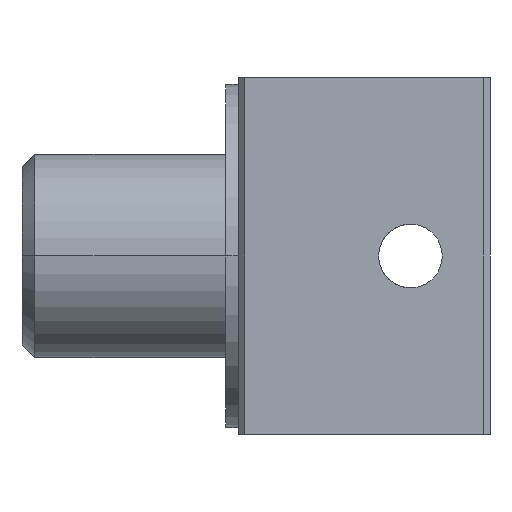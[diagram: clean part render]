
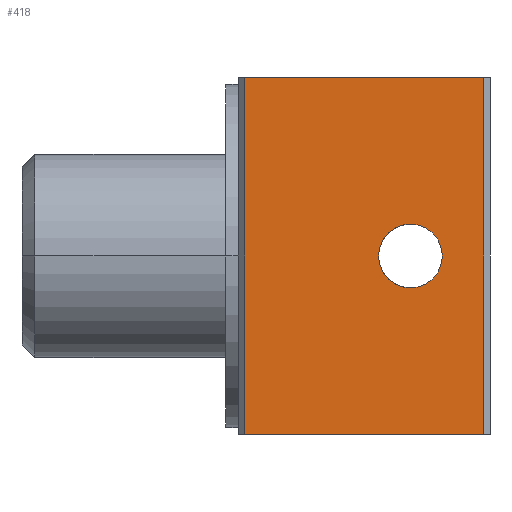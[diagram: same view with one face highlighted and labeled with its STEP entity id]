
A CAD part, front view. The second image highlights one B-rep face of the part: STEP entity #418.
In plain terms, the highlighted planar face has unit normal (0, -1, 0).
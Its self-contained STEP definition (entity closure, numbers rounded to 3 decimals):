
#12 = CARTESIAN_POINT ( 'NONE',  ( -19.275, -37.5, -14. ) ) ;
#22 = CARTESIAN_POINT ( 'NONE',  ( -19.275, -37.5, 14. ) ) ;
#83 = CARTESIAN_POINT ( 'NONE',  ( -0.5, -37.5, 14. ) ) ;
#105 = VECTOR ( 'NONE', #190, 1000. ) ;
#109 = LINE ( 'NONE', #161, #125 ) ;
#113 = LINE ( 'NONE', #204, #120 ) ;
#120 = VECTOR ( 'NONE', #209, 1000. ) ;
#125 = VECTOR ( 'NONE', #185, 1000. ) ;
#151 = CARTESIAN_POINT ( 'NONE',  ( -0.5, -37.5, -14. ) ) ;
#161 = CARTESIAN_POINT ( 'NONE',  ( -19.775, -37.5, 14. ) ) ;
#164 = DIRECTION ( 'NONE',  ( 0., 0., 1. ) ) ;
#185 = DIRECTION ( 'NONE',  ( 1., 0., 0. ) ) ;
#190 = DIRECTION ( 'NONE',  ( 0., 0., -1. ) ) ;
#191 = DIRECTION ( 'NONE',  ( 1., 0., 0. ) ) ;
#200 = CARTESIAN_POINT ( 'NONE',  ( -19.275, -37.5, -14. ) ) ;
#204 = CARTESIAN_POINT ( 'NONE',  ( -0.5, -37.5, -14. ) ) ;
#205 = DIRECTION ( 'NONE',  ( 0., 1., 0. ) ) ;
#209 = DIRECTION ( 'NONE',  ( 0., 0., 1. ) ) ;
#215 = CARTESIAN_POINT ( 'NONE',  ( -6.25, -37.5, 0. ) ) ;
#216 = CARTESIAN_POINT ( 'NONE',  ( -19.775, -37.5, -14. ) ) ;
#257 = CARTESIAN_POINT ( 'NONE',  ( -6.25, -37.5, 2.5 ) ) ;
#260 = CARTESIAN_POINT ( 'NONE',  ( -6.25, -37.5, -2.5 ) ) ;
#301 = AXIS2_PLACEMENT_3D ( 'NONE', #710, #691, #690 ) ;
#311 = AXIS2_PLACEMENT_3D ( 'NONE', #657, #661, #654 ) ;
#345 = AXIS2_PLACEMENT_3D ( 'NONE', #215, #205, #164 ) ;
#418 = ADVANCED_FACE ( 'NONE', ( #1033, #1030 ), #655, .T. ) ;
#442 = VERTEX_POINT ( 'NONE', #12 ) ;
#444 = VERTEX_POINT ( 'NONE', #22 ) ;
#449 = VERTEX_POINT ( 'NONE', #83 ) ;
#654 = DIRECTION ( 'NONE',  ( 1., 0., 0. ) ) ;
#655 = PLANE ( 'NONE',  #311 ) ;
#657 = CARTESIAN_POINT ( 'NONE',  ( -19.775, -37.5, -14. ) ) ;
#661 = DIRECTION ( 'NONE',  ( 0., -1., 0. ) ) ;
#690 = DIRECTION ( 'NONE',  ( 0., 0., 1. ) ) ;
#691 = DIRECTION ( 'NONE',  ( 0., 1., 0. ) ) ;
#710 = CARTESIAN_POINT ( 'NONE',  ( -6.25, -37.5, 0. ) ) ;
#806 = EDGE_CURVE ( 'NONE', #1485, #1486, #975, .T. ) ;
#820 = EDGE_CURVE ( 'NONE', #444, #442, #954, .T. ) ;
#821 = EDGE_CURVE ( 'NONE', #442, #1554, #955, .T. ) ;
#823 = EDGE_CURVE ( 'NONE', #1554, #449, #113, .T. ) ;
#824 = EDGE_CURVE ( 'NONE', #1486, #1485, #1585, .T. ) ;
#825 = EDGE_CURVE ( 'NONE', #444, #449, #109, .T. ) ;
#954 = LINE ( 'NONE', #200, #105 ) ;
#955 = LINE ( 'NONE', #216, #1600 ) ;
#975 = CIRCLE ( 'NONE', #301, 2.5 ) ;
#1030 = FACE_OUTER_BOUND ( 'NONE', #1327, .T. ) ;
#1033 = FACE_BOUND ( 'NONE', #1322, .T. ) ;
#1182 = ORIENTED_EDGE ( 'NONE', *, *, #824, .T. ) ;
#1183 = ORIENTED_EDGE ( 'NONE', *, *, #806, .T. ) ;
#1184 = ORIENTED_EDGE ( 'NONE', *, *, #825, .F. ) ;
#1185 = ORIENTED_EDGE ( 'NONE', *, *, #820, .T. ) ;
#1186 = ORIENTED_EDGE ( 'NONE', *, *, #821, .T. ) ;
#1187 = ORIENTED_EDGE ( 'NONE', *, *, #823, .T. ) ;
#1322 = EDGE_LOOP ( 'NONE', ( #1182, #1183 ) ) ;
#1327 = EDGE_LOOP ( 'NONE', ( #1184, #1185, #1186, #1187 ) ) ;
#1485 = VERTEX_POINT ( 'NONE', #260 ) ;
#1486 = VERTEX_POINT ( 'NONE', #257 ) ;
#1554 = VERTEX_POINT ( 'NONE', #151 ) ;
#1585 = CIRCLE ( 'NONE', #345, 2.5 ) ;
#1600 = VECTOR ( 'NONE', #191, 1000. ) ;
